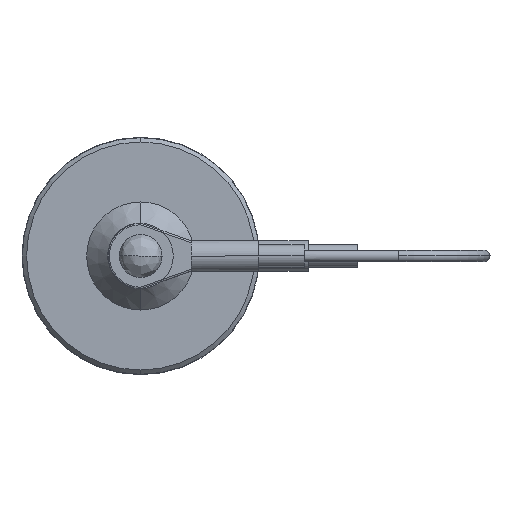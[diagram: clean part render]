
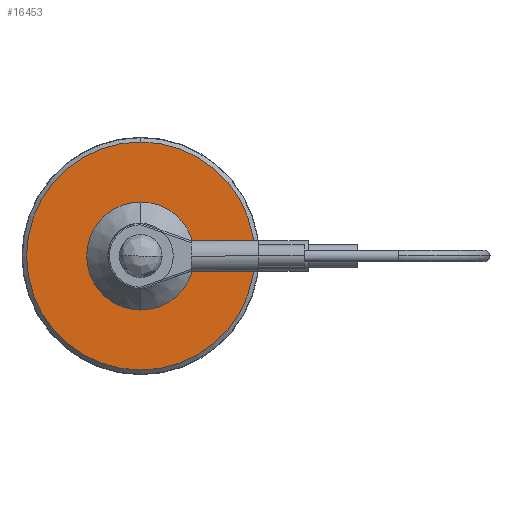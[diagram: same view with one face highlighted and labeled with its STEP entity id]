
A CAD part, left-side view. The second image highlights one B-rep face of the part: STEP entity #16453.
In plain terms, the highlighted face is planar.
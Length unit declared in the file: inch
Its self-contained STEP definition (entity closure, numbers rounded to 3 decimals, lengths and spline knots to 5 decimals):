
#307 = ORIENTED_EDGE ( 'NONE', *, *, #11080, .F. ) ;
#494 = CIRCLE ( 'NONE', #14251, 0.665 ) ;
#716 = CARTESIAN_POINT ( 'NONE',  ( -0.315, 0., -0.14 ) ) ;
#973 = VERTEX_POINT ( 'NONE', #8081 ) ;
#2250 = AXIS2_PLACEMENT_3D ( 'NONE', #716, #8455, #18657 ) ;
#4175 = EDGE_CURVE ( 'NONE', #22346, #10230, #20344, .T. ) ;
#5373 = FACE_OUTER_BOUND ( 'NONE', #19826, .T. ) ;
#5477 = AXIS2_PLACEMENT_3D ( 'NONE', #12179, #22692, #9756 ) ;
#8081 = CARTESIAN_POINT ( 'NONE',  ( 0.665, 0., -0.14 ) ) ;
#8448 = ORIENTED_EDGE ( 'NONE', *, *, #12882, .T. ) ;
#8455 = DIRECTION ( 'NONE',  ( 0., 0., 1. ) ) ;
#9480 = EDGE_LOOP ( 'NONE', ( #24239, #307 ) ) ;
#9756 = DIRECTION ( 'NONE',  ( 1., 0., 0. ) ) ;
#10230 = VERTEX_POINT ( 'NONE', #13625 ) ;
#10805 = VERTEX_POINT ( 'NONE', #29739 ) ;
#11080 = EDGE_CURVE ( 'NONE', #10230, #22346, #14732, .T. ) ;
#12179 = CARTESIAN_POINT ( 'NONE',  ( 0., 0., -0.14 ) ) ;
#12604 = DIRECTION ( 'NONE',  ( 1., 0., 0. ) ) ;
#12882 = EDGE_CURVE ( 'NONE', #973, #10805, #494, .T. ) ;
#13625 = CARTESIAN_POINT ( 'NONE',  ( 0.315, 0., -0.14 ) ) ;
#14251 = AXIS2_PLACEMENT_3D ( 'NONE', #29874, #19720, #25247 ) ;
#14732 = CIRCLE ( 'NONE', #33961, 0.315 ) ;
#15387 = CARTESIAN_POINT ( 'NONE',  ( 0., 0., -0.14 ) ) ;
#16453 = ADVANCED_FACE ( 'NONE', ( #5373, #29472 ), #32051, .T. ) ;
#17854 = DIRECTION ( 'NONE',  ( 1., 0., 0. ) ) ;
#18657 = DIRECTION ( 'NONE',  ( 1., 0., 0. ) ) ;
#19720 = DIRECTION ( 'NONE',  ( 0., 0., 1. ) ) ;
#19826 = EDGE_LOOP ( 'NONE', ( #23626, #8448 ) ) ;
#20344 = CIRCLE ( 'NONE', #5477, 0.315 ) ;
#21791 = CARTESIAN_POINT ( 'NONE',  ( -0.315, 0., -0.14 ) ) ;
#22346 = VERTEX_POINT ( 'NONE', #21791 ) ;
#22671 = EDGE_CURVE ( 'NONE', #10805, #973, #32161, .T. ) ;
#22692 = DIRECTION ( 'NONE',  ( 0., 0., 1. ) ) ;
#23018 = DIRECTION ( 'NONE',  ( 0., 0., 1. ) ) ;
#23626 = ORIENTED_EDGE ( 'NONE', *, *, #22671, .T. ) ;
#23822 = DIRECTION ( 'NONE',  ( 0., 0., 1. ) ) ;
#24239 = ORIENTED_EDGE ( 'NONE', *, *, #4175, .F. ) ;
#25247 = DIRECTION ( 'NONE',  ( 1., 0., 0. ) ) ;
#29472 = FACE_BOUND ( 'NONE', #9480, .T. ) ;
#29739 = CARTESIAN_POINT ( 'NONE',  ( -0.665, 0., -0.14 ) ) ;
#29874 = CARTESIAN_POINT ( 'NONE',  ( 0., 0., -0.14 ) ) ;
#30747 = CARTESIAN_POINT ( 'NONE',  ( 0., 0., -0.14 ) ) ;
#32051 = PLANE ( 'NONE',  #2250 ) ;
#32161 = CIRCLE ( 'NONE', #33818, 0.665 ) ;
#33818 = AXIS2_PLACEMENT_3D ( 'NONE', #15387, #23822, #12604 ) ;
#33961 = AXIS2_PLACEMENT_3D ( 'NONE', #30747, #23018, #17854 ) ;
